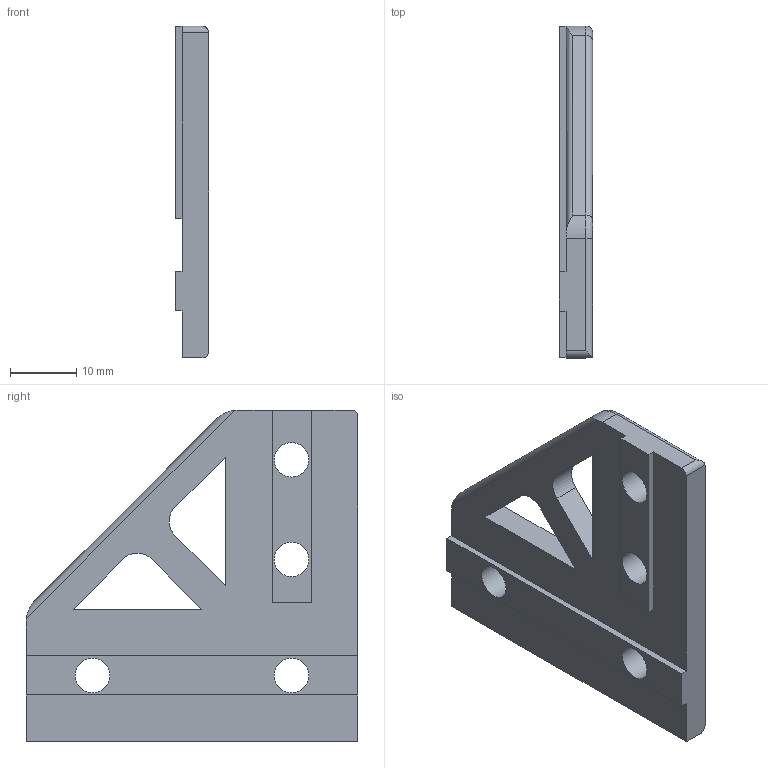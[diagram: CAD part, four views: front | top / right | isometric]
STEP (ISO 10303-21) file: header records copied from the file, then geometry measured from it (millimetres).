
FILE_DESCRIPTION(/* description */ (''),/* implementation_level */ '2;1');
FILE_NAME(/* name */ '1x1 support brackets v1.step',/* time_stamp */ '2019-08-11T08:47:56+02:00',/* author */ (''),/* organization */ (''),/* preprocessor_version */ 'ST-DEVELOPER v18',/* originating_system */ 'Autodesk Translation Framework v8.2.0.1029',/* authorisation */ '');
FILE_SCHEMA (('AUTOMOTIVE_DESIGN { 1 0 10303 214 3 1 1 }'));
Length unit declared in the file: millimetre
Products named in the file (1): 1x1 support brackets
Bounding box: 5 x 50 x 50 mm (x, y, z)
Volume: 7467.3 mm3; surface area: 5083.3 mm2
Topology: 1 solids, 1 shells, 37 faces, 99 edges, 64 vertices
Faces by surface type: plane 21, cylinder 14, torus 2
Full cylindrical faces by diameter (mm): 5.2 x4
Entity records: 1210 total; most frequent: CARTESIAN_POINT 211, DIRECTION 199, ORIENTED_EDGE 198, EDGE_CURVE 99, LINE 71, VECTOR 71, VERTEX_POINT 64, AXIS2_PLACEMENT_3D 64
